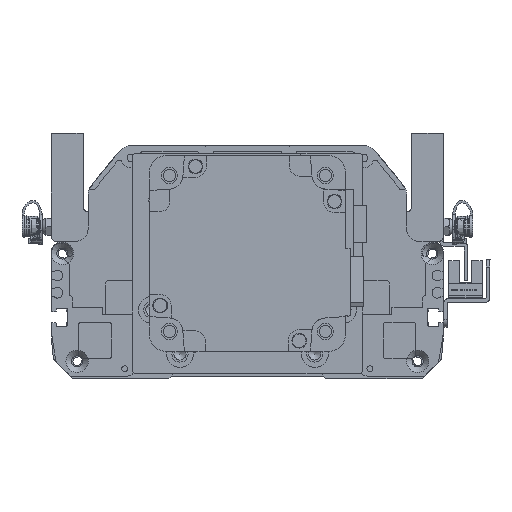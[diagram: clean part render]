
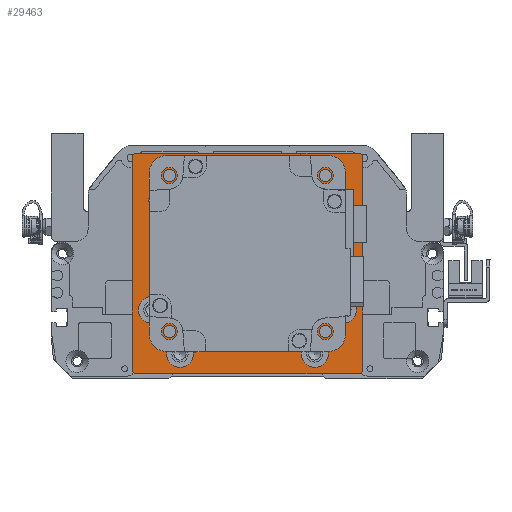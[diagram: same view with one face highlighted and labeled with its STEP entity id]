
A CAD part, front view. The second image highlights one B-rep face of the part: STEP entity #29463.
In plain terms, the highlighted face is planar.
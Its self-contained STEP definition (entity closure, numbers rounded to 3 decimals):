
#1779=FACE_BOUND('',#6335,.T.);
#1780=FACE_BOUND('',#6336,.T.);
#1781=FACE_BOUND('',#6337,.T.);
#1782=FACE_BOUND('',#6338,.T.);
#1783=FACE_BOUND('',#6339,.T.);
#1784=FACE_BOUND('',#6340,.T.);
#1785=FACE_BOUND('',#6341,.T.);
#1786=FACE_BOUND('',#6342,.T.);
#1787=FACE_BOUND('',#6343,.T.);
#2400=PLANE('',#32734);
#4518=FACE_OUTER_BOUND('',#6334,.T.);
#6334=EDGE_LOOP('',(#26816,#26817,#26818,#26819,#26820,#26821,#26822,#26823));
#6335=EDGE_LOOP('',(#26824));
#6336=EDGE_LOOP('',(#26825));
#6337=EDGE_LOOP('',(#26826));
#6338=EDGE_LOOP('',(#26827));
#6339=EDGE_LOOP('',(#26828));
#6340=EDGE_LOOP('',(#26829));
#6341=EDGE_LOOP('',(#26830));
#6342=EDGE_LOOP('',(#26831));
#6343=EDGE_LOOP('',(#26832));
#8626=LINE('',#51767,#10941);
#8628=LINE('',#51771,#10943);
#8631=LINE('',#51777,#10946);
#8632=LINE('',#51779,#10947);
#8633=LINE('',#51781,#10948);
#8634=LINE('',#51783,#10949);
#8635=LINE('',#51785,#10950);
#8636=LINE('',#51786,#10951);
#10941=VECTOR('',#40391,10.);
#10943=VECTOR('',#40395,10.);
#10946=VECTOR('',#40400,10.);
#10947=VECTOR('',#40401,10.);
#10948=VECTOR('',#40402,10.);
#10949=VECTOR('',#40403,10.);
#10950=VECTOR('',#40404,10.);
#10951=VECTOR('',#40405,10.);
#12507=CIRCLE('',#32735,35.);
#12508=CIRCLE('',#32736,2.459);
#12509=CIRCLE('',#32737,2.459);
#12510=CIRCLE('',#32738,2.459);
#12511=CIRCLE('',#32739,2.459);
#12512=CIRCLE('',#32740,5.5);
#12513=CIRCLE('',#32741,5.5);
#12514=CIRCLE('',#32742,5.5);
#12515=CIRCLE('',#32743,5.5);
#15097=VERTEX_POINT('',#51764);
#15098=VERTEX_POINT('',#51766);
#15099=VERTEX_POINT('',#51770);
#15101=VERTEX_POINT('',#51776);
#15102=VERTEX_POINT('',#51778);
#15103=VERTEX_POINT('',#51780);
#15104=VERTEX_POINT('',#51782);
#15105=VERTEX_POINT('',#51784);
#15106=VERTEX_POINT('',#51787);
#15107=VERTEX_POINT('',#51789);
#15108=VERTEX_POINT('',#51791);
#15109=VERTEX_POINT('',#51793);
#15110=VERTEX_POINT('',#51795);
#15111=VERTEX_POINT('',#51797);
#15112=VERTEX_POINT('',#51799);
#15113=VERTEX_POINT('',#51801);
#15114=VERTEX_POINT('',#51803);
#19067=EDGE_CURVE('',#15097,#15098,#8626,.T.);
#19069=EDGE_CURVE('',#15099,#15098,#8628,.T.);
#19072=EDGE_CURVE('',#15097,#15101,#8631,.T.);
#19073=EDGE_CURVE('',#15102,#15101,#8632,.T.);
#19074=EDGE_CURVE('',#15102,#15103,#8633,.T.);
#19075=EDGE_CURVE('',#15104,#15103,#8634,.T.);
#19076=EDGE_CURVE('',#15104,#15105,#8635,.T.);
#19077=EDGE_CURVE('',#15099,#15105,#8636,.T.);
#19078=EDGE_CURVE('',#15106,#15106,#12507,.T.);
#19079=EDGE_CURVE('',#15107,#15107,#12508,.T.);
#19080=EDGE_CURVE('',#15108,#15108,#12509,.T.);
#19081=EDGE_CURVE('',#15109,#15109,#12510,.T.);
#19082=EDGE_CURVE('',#15110,#15110,#12511,.T.);
#19083=EDGE_CURVE('',#15111,#15111,#12512,.T.);
#19084=EDGE_CURVE('',#15112,#15112,#12513,.T.);
#19085=EDGE_CURVE('',#15113,#15113,#12514,.T.);
#19086=EDGE_CURVE('',#15114,#15114,#12515,.T.);
#26816=ORIENTED_EDGE('',*,*,#19067,.F.);
#26817=ORIENTED_EDGE('',*,*,#19072,.T.);
#26818=ORIENTED_EDGE('',*,*,#19073,.F.);
#26819=ORIENTED_EDGE('',*,*,#19074,.T.);
#26820=ORIENTED_EDGE('',*,*,#19075,.F.);
#26821=ORIENTED_EDGE('',*,*,#19076,.T.);
#26822=ORIENTED_EDGE('',*,*,#19077,.F.);
#26823=ORIENTED_EDGE('',*,*,#19069,.T.);
#26824=ORIENTED_EDGE('',*,*,#19078,.T.);
#26825=ORIENTED_EDGE('',*,*,#19079,.T.);
#26826=ORIENTED_EDGE('',*,*,#19080,.T.);
#26827=ORIENTED_EDGE('',*,*,#19081,.T.);
#26828=ORIENTED_EDGE('',*,*,#19082,.T.);
#26829=ORIENTED_EDGE('',*,*,#19083,.T.);
#26830=ORIENTED_EDGE('',*,*,#19084,.T.);
#26831=ORIENTED_EDGE('',*,*,#19085,.T.);
#26832=ORIENTED_EDGE('',*,*,#19086,.T.);
#29463=ADVANCED_FACE('',(#4518,#1779,#1780,#1781,#1782,#1783,#1784,#1785,
#1786,#1787),#2400,.T.);
#32734=AXIS2_PLACEMENT_3D('',#51775,#40398,#40399);
#32735=AXIS2_PLACEMENT_3D('',#51788,#40406,#40407);
#32736=AXIS2_PLACEMENT_3D('',#51790,#40408,#40409);
#32737=AXIS2_PLACEMENT_3D('',#51792,#40410,#40411);
#32738=AXIS2_PLACEMENT_3D('',#51794,#40412,#40413);
#32739=AXIS2_PLACEMENT_3D('',#51796,#40414,#40415);
#32740=AXIS2_PLACEMENT_3D('',#51798,#40416,#40417);
#32741=AXIS2_PLACEMENT_3D('',#51800,#40418,#40419);
#32742=AXIS2_PLACEMENT_3D('',#51802,#40420,#40421);
#32743=AXIS2_PLACEMENT_3D('',#51804,#40422,#40423);
#40391=DIRECTION('',(0.707,0.707,0.));
#40395=DIRECTION('',(-1.,0.,0.));
#40398=DIRECTION('center_axis',(0.,0.,1.));
#40399=DIRECTION('ref_axis',(1.,0.,0.));
#40400=DIRECTION('',(0.,-1.,0.));
#40401=DIRECTION('',(-0.707,0.707,0.));
#40402=DIRECTION('',(1.,0.,0.));
#40403=DIRECTION('',(-0.707,-0.707,0.));
#40404=DIRECTION('',(0.,1.,0.));
#40405=DIRECTION('',(0.707,-0.707,0.));
#40406=DIRECTION('center_axis',(0.,0.,-1.));
#40407=DIRECTION('ref_axis',(1.,0.,0.));
#40408=DIRECTION('center_axis',(0.,0.,-1.));
#40409=DIRECTION('ref_axis',(1.,0.,0.));
#40410=DIRECTION('center_axis',(0.,0.,-1.));
#40411=DIRECTION('ref_axis',(1.,0.,0.));
#40412=DIRECTION('center_axis',(0.,0.,-1.));
#40413=DIRECTION('ref_axis',(1.,0.,0.));
#40414=DIRECTION('center_axis',(0.,0.,-1.));
#40415=DIRECTION('ref_axis',(1.,0.,0.));
#40416=DIRECTION('center_axis',(0.,0.,-1.));
#40417=DIRECTION('ref_axis',(1.,0.,0.));
#40418=DIRECTION('center_axis',(0.,0.,-1.));
#40419=DIRECTION('ref_axis',(1.,0.,0.));
#40420=DIRECTION('center_axis',(0.,0.,-1.));
#40421=DIRECTION('ref_axis',(1.,0.,0.));
#40422=DIRECTION('center_axis',(0.,0.,-1.));
#40423=DIRECTION('ref_axis',(1.,0.,0.));
#51764=CARTESIAN_POINT('',(-47.,44.5,76.));
#51766=CARTESIAN_POINT('',(-46.,45.5,76.));
#51767=CARTESIAN_POINT('',(-46.125,45.375,76.));
#51770=CARTESIAN_POINT('',(46.,45.5,76.));
#51771=CARTESIAN_POINT('',(47.,45.5,76.));
#51775=CARTESIAN_POINT('Origin',(0.,0.,
76.));
#51776=CARTESIAN_POINT('',(-47.,-43.5,76.));
#51777=CARTESIAN_POINT('',(-47.,44.5,76.));
#51778=CARTESIAN_POINT('',(-46.,-44.5,76.));
#51779=CARTESIAN_POINT('',(-45.875,-44.625,76.));
#51780=CARTESIAN_POINT('',(46.,-44.5,76.));
#51781=CARTESIAN_POINT('',(-47.,-44.5,76.));
#51782=CARTESIAN_POINT('',(47.,-43.5,76.));
#51783=CARTESIAN_POINT('',(45.875,-44.625,76.));
#51784=CARTESIAN_POINT('',(47.,44.5,76.));
#51785=CARTESIAN_POINT('',(47.,-44.5,76.));
#51786=CARTESIAN_POINT('',(46.125,45.375,76.));
#51787=CARTESIAN_POINT('',(-35.,4.5,76.));
#51788=CARTESIAN_POINT('Origin',(0.,4.5,76.));
#51789=CARTESIAN_POINT('',(29.361,-27.32,76.));
#51790=CARTESIAN_POINT('Origin',(31.82,-27.32,76.));
#51791=CARTESIAN_POINT('',(29.361,36.32,76.));
#51792=CARTESIAN_POINT('Origin',(31.82,36.32,76.));
#51793=CARTESIAN_POINT('',(-34.278,36.32,76.));
#51794=CARTESIAN_POINT('Origin',(-31.82,36.32,76.));
#51795=CARTESIAN_POINT('',(-34.278,-27.32,76.));
#51796=CARTESIAN_POINT('Origin',(-31.82,-27.32,76.));
#51797=CARTESIAN_POINT('',(-44.5,-18.5,76.));
#51798=CARTESIAN_POINT('Origin',(-39.,-18.5,76.));
#51799=CARTESIAN_POINT('',(33.5,-18.5,76.));
#51800=CARTESIAN_POINT('Origin',(39.,-18.5,76.));
#51801=CARTESIAN_POINT('',(22.,-36.5,76.));
#51802=CARTESIAN_POINT('Origin',(27.5,-36.5,76.));
#51803=CARTESIAN_POINT('',(-33.,-36.5,76.));
#51804=CARTESIAN_POINT('Origin',(-27.5,-36.5,76.));
